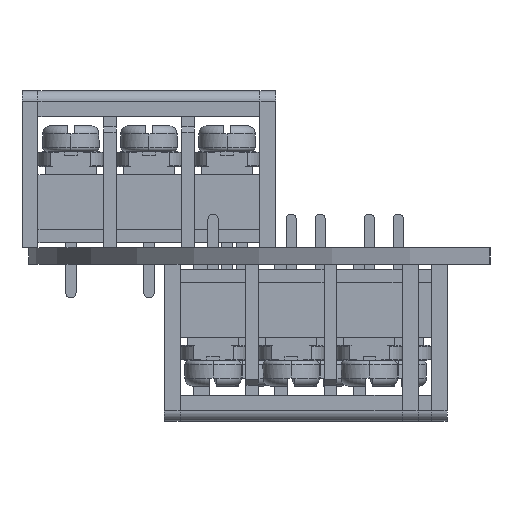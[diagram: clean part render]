
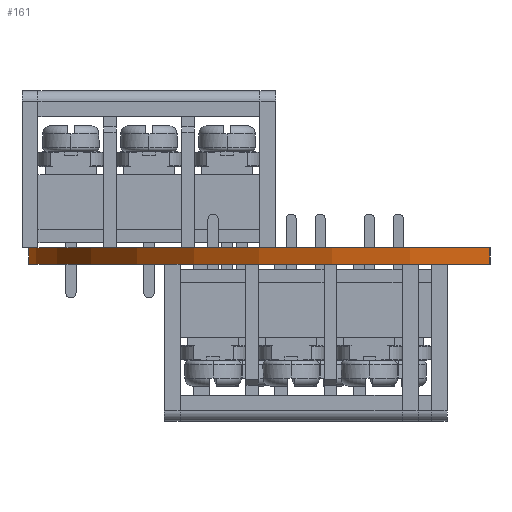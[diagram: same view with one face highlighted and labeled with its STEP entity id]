
A CAD part, left-side view. The second image highlights one B-rep face of the part: STEP entity #161.
In plain terms, the highlighted cylindrical face has radius 45 mm (diameter 90 mm), a partial arc.
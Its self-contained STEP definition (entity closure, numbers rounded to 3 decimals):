
#61 = EDGE_CURVE('',#62,#64,#66,.T.);
#62 = VERTEX_POINT('',#63);
#63 = CARTESIAN_POINT('',(-44.932,-0.156,0.));
#64 = VERTEX_POINT('',#65);
#65 = CARTESIAN_POINT('',(-44.932,-0.156,1.62));
#66 = LINE('',#67,#68);
#67 = CARTESIAN_POINT('',(-44.932,-0.156,0.));
#68 = VECTOR('',#69,1.);
#69 = DIRECTION('',(0.,0.,1.));
#136 = VERTEX_POINT('',#137);
#137 = CARTESIAN_POINT('',(45.068,-0.156,1.62));
#143 = EDGE_CURVE('',#144,#136,#146,.T.);
#144 = VERTEX_POINT('',#145);
#145 = CARTESIAN_POINT('',(45.068,-0.156,0.));
#146 = LINE('',#147,#148);
#147 = CARTESIAN_POINT('',(45.068,-0.156,0.));
#148 = VECTOR('',#149,1.);
#149 = DIRECTION('',(0.,0.,1.));
#161 = ADVANCED_FACE('',(#162),#180,.T.);
#162 = FACE_BOUND('',#163,.F.);
#163 = EDGE_LOOP('',(#164,#165,#172,#173));
#164 = ORIENTED_EDGE('',*,*,#143,.T.);
#165 = ORIENTED_EDGE('',*,*,#166,.T.);
#166 = EDGE_CURVE('',#136,#64,#167,.T.);
#167 = CIRCLE('',#168,45.);
#168 = AXIS2_PLACEMENT_3D('',#169,#170,#171);
#169 = CARTESIAN_POINT('',(0.068,-0.156,1.62
    ));
#170 = DIRECTION('',(0.,0.,1.));
#171 = DIRECTION('',(1.,0.,0.));
#172 = ORIENTED_EDGE('',*,*,#61,.F.);
#173 = ORIENTED_EDGE('',*,*,#174,.F.);
#174 = EDGE_CURVE('',#144,#62,#175,.T.);
#175 = CIRCLE('',#176,45.);
#176 = AXIS2_PLACEMENT_3D('',#177,#178,#179);
#177 = CARTESIAN_POINT('',(0.068,-0.156,0.));
#178 = DIRECTION('',(0.,0.,1.));
#179 = DIRECTION('',(1.,0.,0.));
#180 = CYLINDRICAL_SURFACE('',#181,45.);
#181 = AXIS2_PLACEMENT_3D('',#182,#183,#184);
#182 = CARTESIAN_POINT('',(0.068,-0.156,0.));
#183 = DIRECTION('',(0.,0.,-1.));
#184 = DIRECTION('',(1.,0.,0.));
